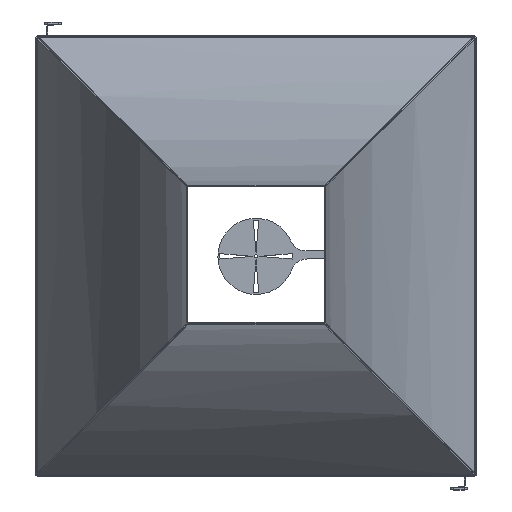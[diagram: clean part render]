
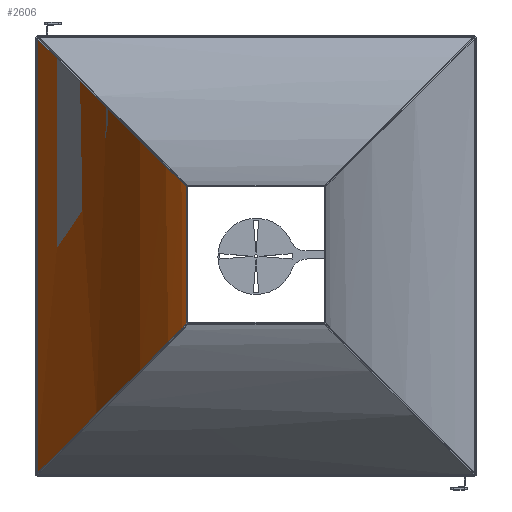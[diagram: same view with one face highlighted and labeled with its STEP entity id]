
A CAD part, top view. The second image highlights one B-rep face of the part: STEP entity #2606.
In plain terms, the highlighted cylindrical face has radius 1398 mm (diameter 2796 mm), a partial arc.
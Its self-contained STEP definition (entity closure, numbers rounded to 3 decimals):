
#2606=ADVANCED_FACE('',(#5681),#5682,.F.);
#5681=FACE_OUTER_BOUND('',#10265,.T.);
#5682=CYLINDRICAL_SURFACE('',#10266,1398.0);
#10265=EDGE_LOOP('',(#15513,#15514,#15515,#15516,#15517,#15518,#15519));
#10266=AXIS2_PLACEMENT_3D('',#15520,#15521,#15522);
#15513=ORIENTED_EDGE('',*,*,#26304,.T.);
#15514=ORIENTED_EDGE('',*,*,#26344,.F.);
#15515=ORIENTED_EDGE('',*,*,#26281,.T.);
#15516=ORIENTED_EDGE('',*,*,#26307,.T.);
#15517=ORIENTED_EDGE('',*,*,#26286,.F.);
#15518=ORIENTED_EDGE('',*,*,#26284,.F.);
#15519=ORIENTED_EDGE('',*,*,#26262,.T.);
#15520=CARTESIAN_POINT('',(-1525.0,425.0,1763.392));
#15521=DIRECTION('',(0.0,-1.0,0.0));
#15522=DIRECTION('',(0.0,0.0,-1.0));
#26262=EDGE_CURVE('',#31051,#31049,#31052,.T.);
#26281=EDGE_CURVE('',#31078,#31080,#31082,.T.);
#26284=EDGE_CURVE('',#31051,#31086,#31087,.T.);
#26286=EDGE_CURVE('',#31086,#31089,#31090,.T.);
#26304=EDGE_CURVE('',#31049,#31117,#31119,.T.);
#26307=EDGE_CURVE('',#31080,#31089,#31122,.T.);
#26344=EDGE_CURVE('',#31078,#31117,#31179,.T.);
#31049=VERTEX_POINT('',#38193);
#31051=VERTEX_POINT('',#38195);
#31052=B_SPLINE_CURVE_WITH_KNOTS('',3,(#38196,#38197,#38198,#38199,#38200,#38201,#38202,#38203,#38204,#38205,#38206,#38207,#38208,#38209,#38210,#38211,#38212,#38213,#38214,#38215,#38216,#38217,#38218,#38219,#38220,#38221,#38222,#38223,#38224,#38225,#38226,#38227,#38228,#38229),.UNSPECIFIED.,.F.,.F.,(4,2,2,2,2,2,2,2,2,2,2,2,2,2,2,2,4),(0.0,0.059,0.118,0.236,0.353,0.368,0.375,0.383,0.412,0.471,0.589,0.707,0.736,0.751,0.765,0.824,0.942),.UNSPECIFIED.);
#31078=VERTEX_POINT('',#38264);
#31080=VERTEX_POINT('',#38267);
#31082=LINE('',#38269,#38270);
#31086=VERTEX_POINT('',#38274);
#31087=LINE('',#38275,#38276);
#31089=VERTEX_POINT('',#38278);
#31090=LINE('',#38279,#38280);
#31117=VERTEX_POINT('',#38316);
#31119=LINE('',#38319,#38320);
#31122=B_SPLINE_CURVE_WITH_KNOTS('',3,(#38324,#38325,#38326,#38327,#38328,#38329,#38330,#38331,#38332,#38333,#38334,#38335,#38336,#38337,#38338,#38339,#38340,#38341,#38342,#38343,#38344,#38345,#38346,#38347,#38348,#38349,#38350,#38351),.UNSPECIFIED.,.F.,.F.,(4,2,2,2,2,2,2,2,2,2,2,2,2,4),(0.0,0.118,0.236,0.355,0.414,0.473,0.591,0.709,0.769,0.828,0.842,0.857,0.887,0.946),.UNSPECIFIED.);
#31179=LINE('',#38452,#38453);
#38193=CARTESIAN_POINT('',(-404.444,401.95,927.474));
#38195=CARTESIAN_POINT('',(-127.0,125.0,1763.392));
#38196=CARTESIAN_POINT('',(-127.0,125.0,1763.392));
#38197=CARTESIAN_POINT('',(-127.0,125.0,1743.42));
#38198=CARTESIAN_POINT('',(-127.428,125.427,1723.562));
#38199=CARTESIAN_POINT('',(-129.112,127.109,1684.066));
#38200=CARTESIAN_POINT('',(-130.369,128.365,1664.428));
#38201=CARTESIAN_POINT('',(-135.353,133.341,1605.838));
#38202=CARTESIAN_POINT('',(-140.291,138.272,1567.208));
#38203=CARTESIAN_POINT('',(-153.29,151.252,1490.779));
#38204=CARTESIAN_POINT('',(-161.351,159.301,1452.979));
#38205=CARTESIAN_POINT('',(-172.155,170.089,1410.917));
#38206=CARTESIAN_POINT('',(-173.38,171.312,1406.25));
#38207=CARTESIAN_POINT('',(-175.253,173.182,1399.259));
#38208=CARTESIAN_POINT('',(-175.884,173.811,1396.929));
#38209=CARTESIAN_POINT('',(-177.156,175.081,1392.279));
#38210=CARTESIAN_POINT('',(-177.797,175.721,1389.958));
#38211=CARTESIAN_POINT('',(-181.029,178.948,1378.376));
#38212=CARTESIAN_POINT('',(-183.698,181.614,1369.179));
#38213=CARTESIAN_POINT('',(-191.951,189.854,1341.789));
#38214=CARTESIAN_POINT('',(-197.78,195.674,1323.797));
#38215=CARTESIAN_POINT('',(-216.202,214.066,1270.584));
#38216=CARTESIAN_POINT('',(-229.726,227.568,1236.128));
#38217=CARTESIAN_POINT('',(-259.078,256.87,1169.099));
#38218=CARTESIAN_POINT('',(-274.906,272.67,1136.528));
#38219=CARTESIAN_POINT('',(-296.053,293.778,1096.929));
#38220=CARTESIAN_POINT('',(-300.35,298.068,1089.065));
#38221=CARTESIAN_POINT('',(-306.898,304.603,1077.352));
#38222=CARTESIAN_POINT('',(-309.098,306.799,1073.461));
#38223=CARTESIAN_POINT('',(-313.524,311.216,1065.718));
#38224=CARTESIAN_POINT('',(-315.751,313.439,1061.865));
#38225=CARTESIAN_POINT('',(-326.956,324.623,1042.691));
#38226=CARTESIAN_POINT('',(-336.143,333.792,1027.641));
#38227=CARTESIAN_POINT('',(-364.344,361.937,983.323));
#38228=CARTESIAN_POINT('',(-383.997,381.549,954.883));
#38229=CARTESIAN_POINT('',(-404.444,401.95,927.474));
#38264=CARTESIAN_POINT('',(-404.444,-400.142,927.474));
#38267=CARTESIAN_POINT('',(-404.444,-401.95,927.474));
#38269=CARTESIAN_POINT('',(-404.444,425.0,927.474));
#38270=VECTOR('',#48041,1.0);
#38274=CARTESIAN_POINT('',(-127.0,-3.5,1763.392));
#38275=CARTESIAN_POINT('',(-127.0,425.0,1763.392));
#38276=VECTOR('',#48045,1.0);
#38278=CARTESIAN_POINT('',(-127.0,-125.0,1763.392));
#38279=CARTESIAN_POINT('',(-127.0,425.0,1763.392));
#38280=VECTOR('',#48049,1.0);
#38316=CARTESIAN_POINT('',(-404.444,400.142,927.474));
#38319=CARTESIAN_POINT('',(-404.444,425.0,927.474));
#38320=VECTOR('',#48072,1.0);
#38324=CARTESIAN_POINT('',(-404.444,-401.95,927.474));
#38325=CARTESIAN_POINT('',(-383.989,-381.541,954.894));
#38326=CARTESIAN_POINT('',(-364.391,-361.983,983.263));
#38327=CARTESIAN_POINT('',(-326.998,-324.665,1042.));
#38328=CARTESIAN_POINT('',(-309.204,-306.905,1072.368));
#38329=CARTESIAN_POINT('',(-275.553,-273.316,1135.253));
#38330=CARTESIAN_POINT('',(-259.697,-257.488,1167.77));
#38331=CARTESIAN_POINT('',(-237.509,-235.337,1218.316));
#38332=CARTESIAN_POINT('',(-230.379,-228.22,1235.46));
#38333=CARTESIAN_POINT('',(-216.685,-214.548,1270.375));
#38334=CARTESIAN_POINT('',(-210.179,-208.053,1287.993));
#38335=CARTESIAN_POINT('',(-191.704,-189.607,1341.325));
#38336=CARTESIAN_POINT('',(-180.77,-178.69,1377.519));
#38337=CARTESIAN_POINT('',(-161.766,-159.715,1451.231));
#38338=CARTESIAN_POINT('',(-153.695,-151.656,1488.749));
#38339=CARTESIAN_POINT('',(-143.858,-141.834,1546.075));
#38340=CARTESIAN_POINT('',(-140.958,-138.938,1565.359));
#38341=CARTESIAN_POINT('',(-135.944,-133.931,1604.29));
#38342=CARTESIAN_POINT('',(-133.83,-131.821,1623.938));
#38343=CARTESIAN_POINT('',(-131.701,-129.694,1648.734));
#38344=CARTESIAN_POINT('',(-131.301,-129.295,1653.706));
#38345=CARTESIAN_POINT('',(-130.554,-128.549,1663.649));
#38346=CARTESIAN_POINT('',(-130.207,-128.202,1668.622));
#38347=CARTESIAN_POINT('',(-129.246,-127.243,1683.549));
#38348=CARTESIAN_POINT('',(-128.712,-126.71,1693.509));
#38349=CARTESIAN_POINT('',(-127.429,-125.429,1723.414));
#38350=CARTESIAN_POINT('',(-127.0,-125.0,1743.386));
#38351=CARTESIAN_POINT('',(-127.0,-125.0,1763.392));
#38452=CARTESIAN_POINT('',(-404.444,-400.142,927.474));
#38453=VECTOR('',#48104,1.0);
#48041=DIRECTION('',(0.0,-1.0,0.0));
#48045=DIRECTION('',(0.0,-1.0,0.0));
#48049=DIRECTION('',(0.0,-1.0,0.0));
#48072=DIRECTION('',(0.0,-1.0,0.0));
#48104=DIRECTION('',(0.0,1.0,0.0));
